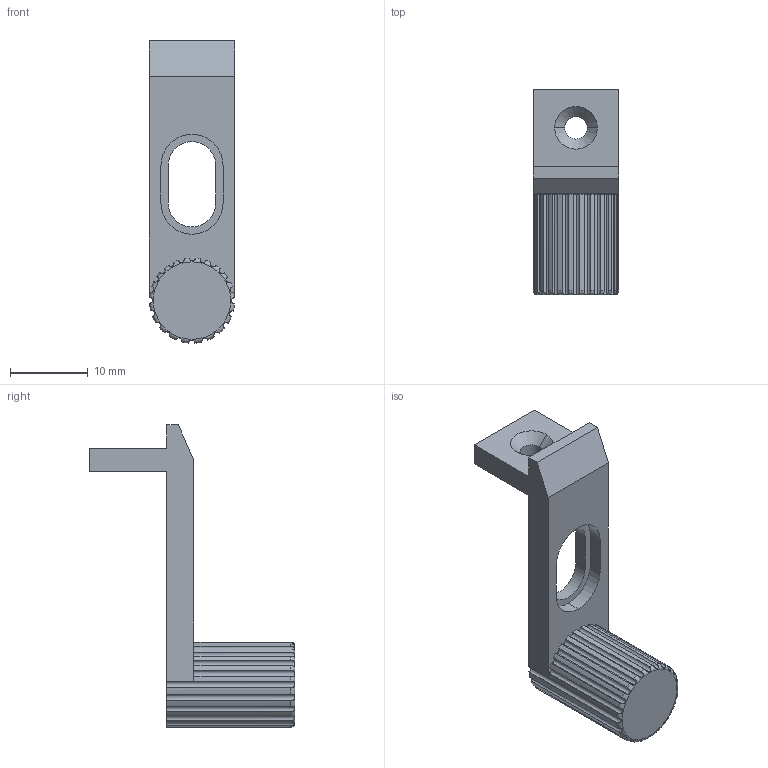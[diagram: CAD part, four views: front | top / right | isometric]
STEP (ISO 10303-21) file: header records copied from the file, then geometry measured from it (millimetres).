
FILE_DESCRIPTION (( 'STEP AP214' ), '1' );
FILE_NAME ('Support coulissant.STEP', '2019-09-26T19:51:18', ( '' ), ( '' ), 'SwSTEP 2.0', 'SolidWorks 2014', '' );
FILE_SCHEMA (( 'AUTOMOTIVE_DESIGN' ));
Length unit declared in the file: millimetre
Products named in the file (1): Support coulissant
Bounding box: 11 x 26.5 x 38.99 mm (x, y, z)
Volume: 2330.5 mm3; surface area: 2198.6 mm2
Topology: 1 solids, 1 shells, 97 faces, 278 edges, 183 vertices
Faces by surface type: cylinder 75, plane 16, cone 4, torus 2
Entity records: 3564 total; most frequent: CARTESIAN_POINT 965, ORIENTED_EDGE 552, DIRECTION 544, EDGE_CURVE 276, AXIS2_PLACEMENT_3D 214, VERTEX_POINT 183, LINE 116, CIRCLE 116
